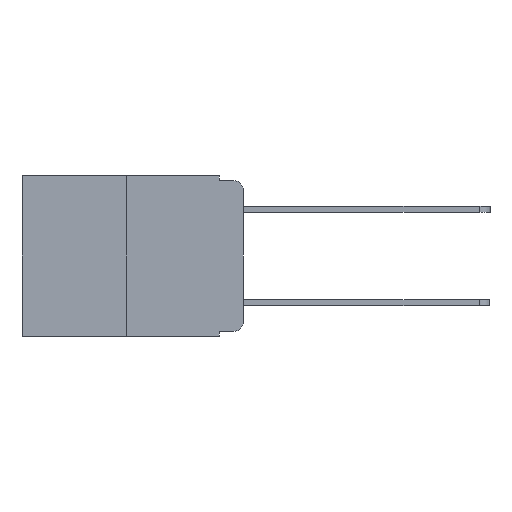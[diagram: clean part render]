
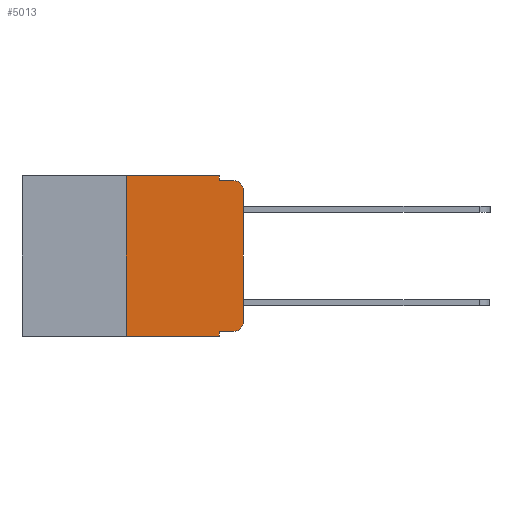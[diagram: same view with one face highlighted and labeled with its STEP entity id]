
A CAD part, left-side view. The second image highlights one B-rep face of the part: STEP entity #5013.
In plain terms, the highlighted planar face has unit normal (-1, 0, 0).
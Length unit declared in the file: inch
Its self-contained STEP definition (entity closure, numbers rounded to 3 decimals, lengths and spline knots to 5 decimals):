
#320 = CARTESIAN_POINT ( 'NONE',  ( 0., 0., 0. ) ) ;
#362 = VECTOR ( 'NONE', #5331, 39.37008 ) ;
#559 = CARTESIAN_POINT ( 'NONE',  ( 0., 0.02, -0.03 ) ) ;
#701 = ORIENTED_EDGE ( 'NONE', *, *, #15896, .F. ) ;
#1125 = VECTOR ( 'NONE', #10295, 39.37008 ) ;
#1153 = FACE_OUTER_BOUND ( 'NONE', #2865, .T. ) ;
#1457 = VERTEX_POINT ( 'NONE', #3816 ) ;
#1799 = EDGE_CURVE ( 'NONE', #3373, #13263, #2559, .T. ) ;
#1953 = DIRECTION ( 'NONE',  ( 0., 0., 1. ) ) ;
#2171 = ORIENTED_EDGE ( 'NONE', *, *, #5975, .T. ) ;
#2194 = DIRECTION ( 'NONE',  ( 0., 0., -1. ) ) ;
#2559 = LINE ( 'NONE', #9699, #10069 ) ;
#2779 = DIRECTION ( 'NONE',  ( 0., 0., -1. ) ) ;
#2865 = EDGE_LOOP ( 'NONE', ( #10482, #11401, #9205, #701, #6136, #3195, #2171, #4563, #9644, #3119 ) ) ;
#3119 = ORIENTED_EDGE ( 'NONE', *, *, #5409, .T. ) ;
#3195 = ORIENTED_EDGE ( 'NONE', *, *, #14020, .F. ) ;
#3373 = VERTEX_POINT ( 'NONE', #9416 ) ;
#3583 = VERTEX_POINT ( 'NONE', #6940 ) ;
#3610 = DIRECTION ( 'NONE',  ( 0., -1., 0. ) ) ;
#3816 = CARTESIAN_POINT ( 'NONE',  ( 0., 0., -0.03 ) ) ;
#3839 = EDGE_CURVE ( 'NONE', #8452, #11732, #5675, .T. ) ;
#4154 = DIRECTION ( 'NONE',  ( 0., 0., -1. ) ) ;
#4563 = ORIENTED_EDGE ( 'NONE', *, *, #12132, .F. ) ;
#4641 = AXIS2_PLACEMENT_3D ( 'NONE', #10235, #11653, #2779 ) ;
#4851 = VECTOR ( 'NONE', #7601, 39.37008 ) ;
#5013 = ADVANCED_FACE ( 'NONE', ( #1153 ), #5873, .F. ) ;
#5331 = DIRECTION ( 'NONE',  ( 0., -1., 0. ) ) ;
#5333 = LINE ( 'NONE', #6158, #4851 ) ;
#5409 = EDGE_CURVE ( 'NONE', #10215, #14534, #10156, .T. ) ;
#5675 = LINE ( 'NONE', #13102, #9085 ) ;
#5873 = PLANE ( 'NONE',  #4641 ) ;
#5975 = EDGE_CURVE ( 'NONE', #12117, #3583, #11673, .T. ) ;
#6042 = EDGE_CURVE ( 'NONE', #1457, #13263, #10337, .T. ) ;
#6136 = ORIENTED_EDGE ( 'NONE', *, *, #3839, .F. ) ;
#6158 = CARTESIAN_POINT ( 'NONE',  ( 0., 0.051, 0. ) ) ;
#6213 = CARTESIAN_POINT ( 'NONE',  ( 0., 0.051, 0. ) ) ;
#6398 = EDGE_CURVE ( 'NONE', #9240, #10215, #12335, .T. ) ;
#6940 = CARTESIAN_POINT ( 'NONE',  ( 0., 0.051, -0.343 ) ) ;
#7410 = VECTOR ( 'NONE', #3610, 39.37008 ) ;
#7601 = DIRECTION ( 'NONE',  ( 0., 0., -1. ) ) ;
#8273 = CARTESIAN_POINT ( 'NONE',  ( 0., 0.02, -0.313 ) ) ;
#8363 = LINE ( 'NONE', #320, #15410 ) ;
#8452 = VERTEX_POINT ( 'NONE', #10381 ) ;
#9085 = VECTOR ( 'NONE', #18645, 39.37008 ) ;
#9205 = ORIENTED_EDGE ( 'NONE', *, *, #1799, .F. ) ;
#9240 = VERTEX_POINT ( 'NONE', #11464 ) ;
#9416 = CARTESIAN_POINT ( 'NONE',  ( 0., 0.051, -0.01 ) ) ;
#9644 = ORIENTED_EDGE ( 'NONE', *, *, #6398, .T. ) ;
#9656 = CARTESIAN_POINT ( 'NONE',  ( 0., 0.051, -0.333 ) ) ;
#9699 = CARTESIAN_POINT ( 'NONE',  ( 0., 0.051, -0.01 ) ) ;
#9738 = DIRECTION ( 'NONE',  ( 0., 0., -1. ) ) ;
#10003 = CARTESIAN_POINT ( 'NONE',  ( 0., 0.051, 0. ) ) ;
#10021 = CARTESIAN_POINT ( 'NONE',  ( 0., 0.02, -0.01 ) ) ;
#10069 = VECTOR ( 'NONE', #10354, 39.37008 ) ;
#10156 = CIRCLE ( 'NONE', #11089, 0.02 ) ;
#10215 = VERTEX_POINT ( 'NONE', #10871 ) ;
#10235 = CARTESIAN_POINT ( 'NONE',  ( 0., 0.473, 0. ) ) ;
#10295 = DIRECTION ( 'NONE',  ( 0., 0., 1. ) ) ;
#10337 = CIRCLE ( 'NONE', #16020, 0.02 ) ;
#10354 = DIRECTION ( 'NONE',  ( 0., -1., 0. ) ) ;
#10381 = CARTESIAN_POINT ( 'NONE',  ( 0., 0.25, 0. ) ) ;
#10482 = ORIENTED_EDGE ( 'NONE', *, *, #13662, .T. ) ;
#10871 = CARTESIAN_POINT ( 'NONE',  ( 0., 0.02, -0.333 ) ) ;
#10990 = VECTOR ( 'NONE', #4154, 39.37008 ) ;
#11089 = AXIS2_PLACEMENT_3D ( 'NONE', #8273, #18061, #9738 ) ;
#11118 = DIRECTION ( 'NONE',  ( -1., 0., 0. ) ) ;
#11401 = ORIENTED_EDGE ( 'NONE', *, *, #6042, .T. ) ;
#11464 = CARTESIAN_POINT ( 'NONE',  ( 0., 0.051, -0.333 ) ) ;
#11653 = DIRECTION ( 'NONE',  ( 1., 0., 0. ) ) ;
#11673 = LINE ( 'NONE', #13752, #7410 ) ;
#11732 = VERTEX_POINT ( 'NONE', #6213 ) ;
#12117 = VERTEX_POINT ( 'NONE', #15553 ) ;
#12132 = EDGE_CURVE ( 'NONE', #9240, #3583, #15574, .T. ) ;
#12335 = LINE ( 'NONE', #9656, #362 ) ;
#13102 = CARTESIAN_POINT ( 'NONE',  ( 0., 0.473, 0. ) ) ;
#13263 = VERTEX_POINT ( 'NONE', #10021 ) ;
#13662 = EDGE_CURVE ( 'NONE', #14534, #1457, #8363, .T. ) ;
#13752 = CARTESIAN_POINT ( 'NONE',  ( 0., 0.473, -0.343 ) ) ;
#14020 = EDGE_CURVE ( 'NONE', #12117, #8452, #16696, .T. ) ;
#14534 = VERTEX_POINT ( 'NONE', #16976 ) ;
#15410 = VECTOR ( 'NONE', #1953, 39.37008 ) ;
#15553 = CARTESIAN_POINT ( 'NONE',  ( 0., 0.25, -0.343 ) ) ;
#15574 = LINE ( 'NONE', #10003, #10990 ) ;
#15866 = CARTESIAN_POINT ( 'NONE',  ( 0., 0.25, 0. ) ) ;
#15896 = EDGE_CURVE ( 'NONE', #11732, #3373, #5333, .T. ) ;
#16020 = AXIS2_PLACEMENT_3D ( 'NONE', #559, #11118, #2194 ) ;
#16696 = LINE ( 'NONE', #15866, #1125 ) ;
#16976 = CARTESIAN_POINT ( 'NONE',  ( 0., 0., -0.313 ) ) ;
#18061 = DIRECTION ( 'NONE',  ( -1., 0., 0. ) ) ;
#18645 = DIRECTION ( 'NONE',  ( 0., -1., 0. ) ) ;
